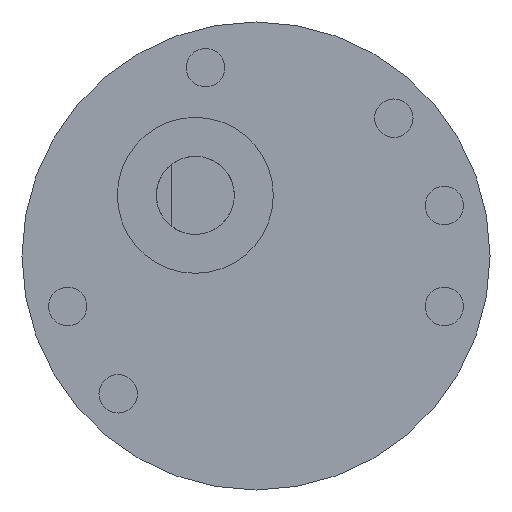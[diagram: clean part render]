
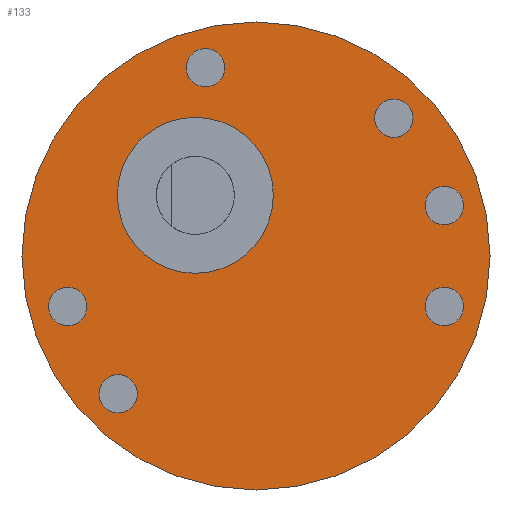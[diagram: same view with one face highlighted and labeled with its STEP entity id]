
A CAD part, front view. The second image highlights one B-rep face of the part: STEP entity #133.
In plain terms, the highlighted planar face has unit normal (0, -1, 0).
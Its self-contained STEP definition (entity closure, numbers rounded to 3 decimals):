
#133 = ADVANCED_FACE( '', ( #289, #290, #291, #292, #293, #294, #295, #296 ), #297, .F. );
#289 = FACE_BOUND( '', #456, .T. );
#290 = FACE_BOUND( '', #457, .T. );
#291 = FACE_BOUND( '', #458, .T. );
#292 = FACE_BOUND( '', #459, .T. );
#293 = FACE_BOUND( '', #460, .T. );
#294 = FACE_BOUND( '', #461, .T. );
#295 = FACE_BOUND( '', #462, .T. );
#296 = FACE_OUTER_BOUND( '', #463, .T. );
#297 = PLANE( '', #464 );
#456 = EDGE_LOOP( '', ( #720 ) );
#457 = EDGE_LOOP( '', ( #721 ) );
#458 = EDGE_LOOP( '', ( #722 ) );
#459 = EDGE_LOOP( '', ( #723 ) );
#460 = EDGE_LOOP( '', ( #724 ) );
#461 = EDGE_LOOP( '', ( #725 ) );
#462 = EDGE_LOOP( '', ( #726 ) );
#463 = EDGE_LOOP( '', ( #727 ) );
#464 = AXIS2_PLACEMENT_3D( '', #728, #729, #730 );
#720 = ORIENTED_EDGE( '', *, *, #857, .F. );
#721 = ORIENTED_EDGE( '', *, *, #848, .T. );
#722 = ORIENTED_EDGE( '', *, *, #878, .T. );
#723 = ORIENTED_EDGE( '', *, *, #866, .T. );
#724 = ORIENTED_EDGE( '', *, *, #864, .T. );
#725 = ORIENTED_EDGE( '', *, *, #792, .T. );
#726 = ORIENTED_EDGE( '', *, *, #812, .T. );
#727 = ORIENTED_EDGE( '', *, *, #843, .F. );
#728 = CARTESIAN_POINT( '', ( 0., 0., -15. ) );
#729 = DIRECTION( '', ( 0., 1., 0. ) );
#730 = DIRECTION( '', ( 0., 0., 1. ) );
#792 = EDGE_CURVE( '', #897, #897, #898, .T. );
#812 = EDGE_CURVE( '', #930, #930, #931, .T. );
#843 = EDGE_CURVE( '', #979, #979, #980, .T. );
#848 = EDGE_CURVE( '', #987, #987, #988, .T. );
#857 = EDGE_CURVE( '', #999, #999, #1000, .F. );
#864 = EDGE_CURVE( '', #1009, #1009, #1010, .T. );
#866 = EDGE_CURVE( '', #1012, #1012, #1013, .T. );
#878 = EDGE_CURVE( '', #1028, #1028, #1029, .T. );
#897 = VERTEX_POINT( '', #1048 );
#898 = CIRCLE( '', #1049, 1.23 );
#930 = VERTEX_POINT( '', #1085 );
#931 = CIRCLE( '', #1086, 1.23 );
#979 = VERTEX_POINT( '', #1151 );
#980 = CIRCLE( '', #1152, 15. );
#987 = VERTEX_POINT( '', #1159 );
#988 = CIRCLE( '', #1160, 1.23 );
#999 = VERTEX_POINT( '', #1171 );
#1000 = CIRCLE( '', #1172, 5. );
#1009 = VERTEX_POINT( '', #1182 );
#1010 = CIRCLE( '', #1183, 1.23 );
#1012 = VERTEX_POINT( '', #1185 );
#1013 = CIRCLE( '', #1186, 1.23 );
#1028 = VERTEX_POINT( '', #1206 );
#1029 = CIRCLE( '', #1207, 1.23 );
#1048 = CARTESIAN_POINT( '', ( -8.839, 0., -7.609 ) );
#1049 = AXIS2_PLACEMENT_3D( '', #1228, #1229, #1230 );
#1085 = CARTESIAN_POINT( '', ( 8.839, 0., 10.068 ) );
#1086 = AXIS2_PLACEMENT_3D( '', #1259, #1260, #1261 );
#1151 = CARTESIAN_POINT( '', ( 0., 0., 15. ) );
#1152 = AXIS2_PLACEMENT_3D( '', #1291, #1292, #1293 );
#1159 = CARTESIAN_POINT( '', ( -3.235, 0., 13.304 ) );
#1160 = AXIS2_PLACEMENT_3D( '', #1300, #1301, #1302 );
#1171 = CARTESIAN_POINT( '', ( -3.889, 0., 8.889 ) );
#1172 = AXIS2_PLACEMENT_3D( '', #1312, #1313, #1314 );
#1182 = CARTESIAN_POINT( '', ( -12.074, 0., -2.006 ) );
#1183 = AXIS2_PLACEMENT_3D( '', #1322, #1323, #1324 );
#1185 = CARTESIAN_POINT( '', ( 12.074, 0., 4.465 ) );
#1186 = AXIS2_PLACEMENT_3D( '', #1325, #1326, #1327 );
#1206 = CARTESIAN_POINT( '', ( 12.074, 0., -2.006 ) );
#1207 = AXIS2_PLACEMENT_3D( '', #1336, #1337, #1338 );
#1228 = CARTESIAN_POINT( '', ( -8.839, 0., -8.839 ) );
#1229 = DIRECTION( '', ( 0., 1., 0. ) );
#1230 = DIRECTION( '', ( 0., 0., 1. ) );
#1259 = CARTESIAN_POINT( '', ( 8.839, 0., 8.839 ) );
#1260 = DIRECTION( '', ( 0., 1., 0. ) );
#1261 = DIRECTION( '', ( 0., 0., 1. ) );
#1291 = CARTESIAN_POINT( '', ( 0., 0., 0. ) );
#1292 = DIRECTION( '', ( 0., 1., 0. ) );
#1293 = DIRECTION( '', ( 0., 0., 1. ) );
#1300 = CARTESIAN_POINT( '', ( -3.235, 0., 12.074 ) );
#1301 = DIRECTION( '', ( 0., 1., 0. ) );
#1302 = DIRECTION( '', ( 0., 0., 1. ) );
#1312 = CARTESIAN_POINT( '', ( -3.889, 0., 3.889 ) );
#1313 = DIRECTION( '', ( 0., 1., 0. ) );
#1314 = DIRECTION( '', ( 0., 0., 1. ) );
#1322 = CARTESIAN_POINT( '', ( -12.074, 0., -3.235 ) );
#1323 = DIRECTION( '', ( 0., 1., 0. ) );
#1324 = DIRECTION( '', ( 0., 0., 1. ) );
#1325 = CARTESIAN_POINT( '', ( 12.074, 0., 3.235 ) );
#1326 = DIRECTION( '', ( 0., 1., 0. ) );
#1327 = DIRECTION( '', ( 0., 0., 1. ) );
#1336 = CARTESIAN_POINT( '', ( 12.074, 0., -3.235 ) );
#1337 = DIRECTION( '', ( 0., 1., 0. ) );
#1338 = DIRECTION( '', ( 0., 0., 1. ) );
